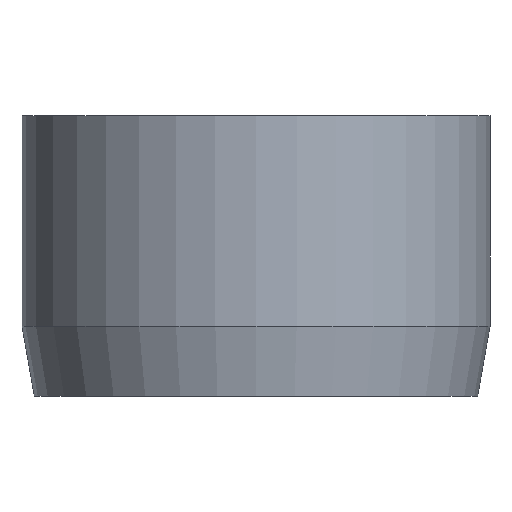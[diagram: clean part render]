
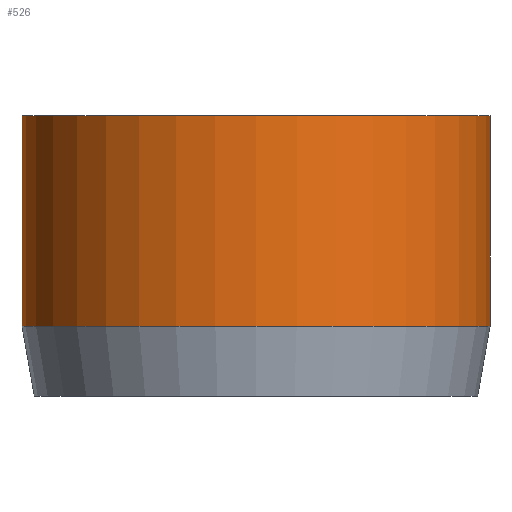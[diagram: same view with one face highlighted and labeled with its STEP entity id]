
A CAD part, front view. The second image highlights one B-rep face of the part: STEP entity #526.
In plain terms, the highlighted cylindrical face has radius 5 mm (diameter 10 mm), a partial arc.
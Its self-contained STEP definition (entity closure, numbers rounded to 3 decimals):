
#24 = CYLINDRICAL_SURFACE ( 'NONE', #450, 5. ) ;
#31 = DIRECTION ( 'NONE',  ( 1., 0., 0. ) ) ;
#40 = FACE_OUTER_BOUND ( 'NONE', #236, .T. ) ;
#189 = CIRCLE ( 'NONE', #367, 5. ) ;
#211 = ORIENTED_EDGE ( 'NONE', *, *, #841, .F. ) ;
#223 = LINE ( 'NONE', #374, #244 ) ;
#236 = EDGE_LOOP ( 'NONE', ( #348, #211, #1093, #468 ) ) ;
#244 = VECTOR ( 'NONE', #464, 1000. ) ;
#285 = CARTESIAN_POINT ( 'NONE',  ( 0., 0., 1.5 ) ) ;
#290 = CARTESIAN_POINT ( 'NONE',  ( 5., 0., 6. ) ) ;
#291 = CARTESIAN_POINT ( 'NONE',  ( 5., 0., 1.5 ) ) ;
#322 = CARTESIAN_POINT ( 'NONE',  ( -5., 0., 1.5 ) ) ;
#348 = ORIENTED_EDGE ( 'NONE', *, *, #821, .F. ) ;
#356 = CARTESIAN_POINT ( 'NONE',  ( 5., 0., 6. ) ) ;
#363 = CARTESIAN_POINT ( 'NONE',  ( 0., 0., 6. ) ) ;
#367 = AXIS2_PLACEMENT_3D ( 'NONE', #1109, #554, #31 ) ;
#369 = DIRECTION ( 'NONE',  ( 1., 0., 0. ) ) ;
#374 = CARTESIAN_POINT ( 'NONE',  ( -5., 0., 6. ) ) ;
#422 = VECTOR ( 'NONE', #922, 1000. ) ;
#450 = AXIS2_PLACEMENT_3D ( 'NONE', #363, #1016, #920 ) ;
#464 = DIRECTION ( 'NONE',  ( 0., 0., -1. ) ) ;
#468 = ORIENTED_EDGE ( 'NONE', *, *, #901, .T. ) ;
#489 = AXIS2_PLACEMENT_3D ( 'NONE', #285, #917, #369 ) ;
#526 = ADVANCED_FACE ( 'NONE', ( #40 ), #24, .T. ) ;
#554 = DIRECTION ( 'NONE',  ( 0., 0., 1. ) ) ;
#661 = LINE ( 'NONE', #356, #422 ) ;
#821 = EDGE_CURVE ( 'NONE', #836, #949, #661, .T. ) ;
#824 = EDGE_CURVE ( 'NONE', #1124, #1118, #223, .T. ) ;
#836 = VERTEX_POINT ( 'NONE', #290 ) ;
#841 = EDGE_CURVE ( 'NONE', #1124, #836, #189, .T. ) ;
#853 = CARTESIAN_POINT ( 'NONE',  ( -5., 0., 6. ) ) ;
#901 = EDGE_CURVE ( 'NONE', #1118, #949, #1060, .T. ) ;
#917 = DIRECTION ( 'NONE',  ( 0., 0., 1. ) ) ;
#920 = DIRECTION ( 'NONE',  ( -1., 0., 0. ) ) ;
#922 = DIRECTION ( 'NONE',  ( 0., 0., -1. ) ) ;
#949 = VERTEX_POINT ( 'NONE', #291 ) ;
#1016 = DIRECTION ( 'NONE',  ( 0., 0., -1. ) ) ;
#1060 = CIRCLE ( 'NONE', #489, 5. ) ;
#1093 = ORIENTED_EDGE ( 'NONE', *, *, #824, .T. ) ;
#1109 = CARTESIAN_POINT ( 'NONE',  ( 0., 0., 6. ) ) ;
#1118 = VERTEX_POINT ( 'NONE', #322 ) ;
#1124 = VERTEX_POINT ( 'NONE', #853 ) ;
